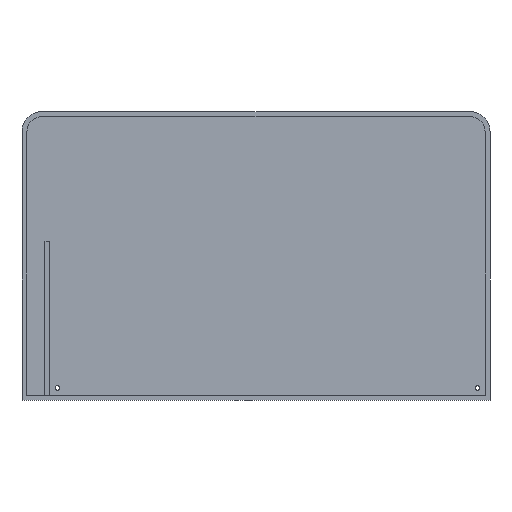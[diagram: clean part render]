
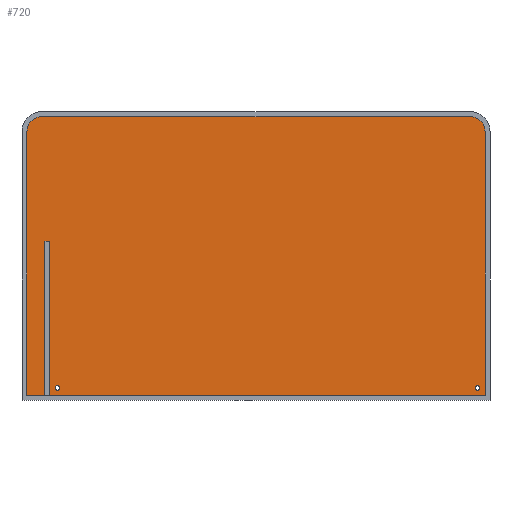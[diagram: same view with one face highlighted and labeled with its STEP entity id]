
A CAD part, left-side view. The second image highlights one B-rep face of the part: STEP entity #720.
In plain terms, the highlighted planar face has unit normal (-1, 0, 0).
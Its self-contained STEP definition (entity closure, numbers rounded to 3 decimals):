
#20 = ORIENTED_EDGE ( 'NONE', *, *, #535, .F. ) ;
#29 = ORIENTED_EDGE ( 'NONE', *, *, #506, .T. ) ;
#38 = VERTEX_POINT ( 'NONE', #194 ) ;
#50 = CIRCLE ( 'NONE', #76, 2.25 ) ;
#70 = VECTOR ( 'NONE', #151, 1000. ) ;
#76 = AXIS2_PLACEMENT_3D ( 'NONE', #484, #555, #897 ) ;
#79 = DIRECTION ( 'NONE',  ( 0., 0., -1. ) ) ;
#89 = AXIS2_PLACEMENT_3D ( 'NONE', #705, #772, #584 ) ;
#91 = PLANE ( 'NONE',  #89 ) ;
#93 = VERTEX_POINT ( 'NONE', #405 ) ;
#107 = EDGE_CURVE ( 'NONE', #267, #141, #633, .T. ) ;
#114 = CARTESIAN_POINT ( 'NONE',  ( 0., -230., 127.5 ) ) ;
#122 = FACE_BOUND ( 'NONE', #718, .T. ) ;
#124 = DIRECTION ( 'NONE',  ( 0., 0., -1. ) ) ;
#141 = VERTEX_POINT ( 'NONE', #277 ) ;
#143 = CARTESIAN_POINT ( 'NONE',  ( 0., 199.5, -130. ) ) ;
#149 = DIRECTION ( 'NONE',  ( 0., 0., -1. ) ) ;
#151 = DIRECTION ( 'NONE',  ( 0., 0., -1. ) ) ;
#152 = AXIS2_PLACEMENT_3D ( 'NONE', #143, #290, #219 ) ;
#164 = CARTESIAN_POINT ( 'NONE',  ( 0., 230., 142.5 ) ) ;
#170 = ORIENTED_EDGE ( 'NONE', *, *, #388, .T. ) ;
#174 = ORIENTED_EDGE ( 'NONE', *, *, #575, .F. ) ;
#194 = CARTESIAN_POINT ( 'NONE',  ( 0., -222.5, -127.75 ) ) ;
#200 = ORIENTED_EDGE ( 'NONE', *, *, #481, .T. ) ;
#219 = DIRECTION ( 'NONE',  ( 0., 0., -1. ) ) ;
#220 = VECTOR ( 'NONE', #644, 1000. ) ;
#229 = CARTESIAN_POINT ( 'NONE',  ( 0., 230., 127.5 ) ) ;
#248 = LINE ( 'NONE', #515, #673 ) ;
#252 = ORIENTED_EDGE ( 'NONE', *, *, #455, .T. ) ;
#260 = EDGE_CURVE ( 'NONE', #840, #38, #50, .T. ) ;
#261 = CARTESIAN_POINT ( 'NONE',  ( 0., 212., 0. ) ) ;
#267 = VERTEX_POINT ( 'NONE', #559 ) ;
#273 = CARTESIAN_POINT ( 'NONE',  ( 0., 199.5, -130. ) ) ;
#277 = CARTESIAN_POINT ( 'NONE',  ( 0., 199.5, -132.25 ) ) ;
#286 = CIRCLE ( 'NONE', #152, 2.25 ) ;
#288 = AXIS2_PLACEMENT_3D ( 'NONE', #568, #293, #149 ) ;
#290 = DIRECTION ( 'NONE',  ( 1., 0., 0. ) ) ;
#292 = LINE ( 'NONE', #261, #320 ) ;
#293 = DIRECTION ( 'NONE',  ( 1., 0., 0. ) ) ;
#302 = DIRECTION ( 'NONE',  ( -1., 0., 0. ) ) ;
#316 = CARTESIAN_POINT ( 'NONE',  ( 0., 230., -137.5 ) ) ;
#320 = VECTOR ( 'NONE', #533, 1000. ) ;
#325 = VECTOR ( 'NONE', #647, 1000. ) ;
#326 = EDGE_CURVE ( 'NONE', #93, #777, #401, .T. ) ;
#333 = VECTOR ( 'NONE', #640, 1000. ) ;
#336 = LINE ( 'NONE', #164, #325 ) ;
#347 = DIRECTION ( 'NONE',  ( 0., 1., 0. ) ) ;
#358 = CARTESIAN_POINT ( 'NONE',  ( 0., 207., 0. ) ) ;
#388 = EDGE_CURVE ( 'NONE', #141, #267, #286, .T. ) ;
#397 = ORIENTED_EDGE ( 'NONE', *, *, #326, .F. ) ;
#401 = LINE ( 'NONE', #480, #496 ) ;
#403 = EDGE_CURVE ( 'NONE', #583, #430, #440, .T. ) ;
#404 = ORIENTED_EDGE ( 'NONE', *, *, #707, .F. ) ;
#405 = CARTESIAN_POINT ( 'NONE',  ( 0., 212., -137.5 ) ) ;
#410 = VERTEX_POINT ( 'NONE', #229 ) ;
#429 = AXIS2_PLACEMENT_3D ( 'NONE', #709, #302, #79 ) ;
#430 = VERTEX_POINT ( 'NONE', #831 ) ;
#436 = DIRECTION ( 'NONE',  ( 0., 0., -1. ) ) ;
#440 = LINE ( 'NONE', #358, #70 ) ;
#441 = ORIENTED_EDGE ( 'NONE', *, *, #467, .F. ) ;
#455 = EDGE_CURVE ( 'NONE', #38, #840, #626, .T. ) ;
#462 = LINE ( 'NONE', #714, #220 ) ;
#467 = EDGE_CURVE ( 'NONE', #777, #410, #336, .T. ) ;
#480 = CARTESIAN_POINT ( 'NONE',  ( 0., 230., -137.5 ) ) ;
#481 = EDGE_CURVE ( 'NONE', #556, #410, #511, .T. ) ;
#484 = CARTESIAN_POINT ( 'NONE',  ( 0., -222.5, -130. ) ) ;
#496 = VECTOR ( 'NONE', #347, 1000. ) ;
#499 = CARTESIAN_POINT ( 'NONE',  ( 0., -215., 142.5 ) ) ;
#503 = DIRECTION ( 'NONE',  ( 0., 1., 0. ) ) ;
#506 = EDGE_CURVE ( 'NONE', #860, #639, #778, .T. ) ;
#511 = CIRCLE ( 'NONE', #573, 15. ) ;
#514 = CARTESIAN_POINT ( 'NONE',  ( 0., 207., 17.5 ) ) ;
#515 = CARTESIAN_POINT ( 'NONE',  ( 0., 230., -137.5 ) ) ;
#516 = ORIENTED_EDGE ( 'NONE', *, *, #403, .T. ) ;
#533 = DIRECTION ( 'NONE',  ( 0., 0., 1. ) ) ;
#535 = EDGE_CURVE ( 'NONE', #860, #742, #462, .T. ) ;
#555 = DIRECTION ( 'NONE',  ( 1., 0., 0. ) ) ;
#556 = VERTEX_POINT ( 'NONE', #571 ) ;
#557 = ORIENTED_EDGE ( 'NONE', *, *, #845, .T. ) ;
#559 = CARTESIAN_POINT ( 'NONE',  ( 0., 199.5, -127.75 ) ) ;
#564 = ORIENTED_EDGE ( 'NONE', *, *, #107, .T. ) ;
#568 = CARTESIAN_POINT ( 'NONE',  ( 0., -222.5, -130. ) ) ;
#571 = CARTESIAN_POINT ( 'NONE',  ( 0., 215., 142.5 ) ) ;
#573 = AXIS2_PLACEMENT_3D ( 'NONE', #701, #839, #436 ) ;
#575 = EDGE_CURVE ( 'NONE', #583, #672, #880, .T. ) ;
#583 = VERTEX_POINT ( 'NONE', #514 ) ;
#584 = DIRECTION ( 'NONE',  ( 0., 0., -1. ) ) ;
#587 = FACE_BOUND ( 'NONE', #805, .T. ) ;
#619 = FACE_OUTER_BOUND ( 'NONE', #753, .T. ) ;
#626 = CIRCLE ( 'NONE', #288, 2.25 ) ;
#633 = CIRCLE ( 'NONE', #712, 2.25 ) ;
#639 = VERTEX_POINT ( 'NONE', #499 ) ;
#640 = DIRECTION ( 'NONE',  ( 0., 1., 0. ) ) ;
#644 = DIRECTION ( 'NONE',  ( 0., 0., -1. ) ) ;
#645 = LINE ( 'NONE', #790, #682 ) ;
#647 = DIRECTION ( 'NONE',  ( 0., 0., 1. ) ) ;
#672 = VERTEX_POINT ( 'NONE', #877 ) ;
#673 = VECTOR ( 'NONE', #503, 1000. ) ;
#680 = ORIENTED_EDGE ( 'NONE', *, *, #825, .F. ) ;
#682 = VECTOR ( 'NONE', #797, 1000. ) ;
#701 = CARTESIAN_POINT ( 'NONE',  ( 0., 215., 127.5 ) ) ;
#705 = CARTESIAN_POINT ( 'NONE',  ( 0., 0., 0. ) ) ;
#707 = EDGE_CURVE ( 'NONE', #742, #430, #248, .T. ) ;
#708 = CARTESIAN_POINT ( 'NONE',  ( 0., 0., 17.5 ) ) ;
#709 = CARTESIAN_POINT ( 'NONE',  ( 0., -215., 127.5 ) ) ;
#712 = AXIS2_PLACEMENT_3D ( 'NONE', #273, #891, #124 ) ;
#714 = CARTESIAN_POINT ( 'NONE',  ( 0., -230., 142.5 ) ) ;
#718 = EDGE_LOOP ( 'NONE', ( #170, #564 ) ) ;
#720 = ADVANCED_FACE ( 'NONE', ( #122, #587, #619 ), #91, .F. ) ;
#742 = VERTEX_POINT ( 'NONE', #855 ) ;
#753 = EDGE_LOOP ( 'NONE', ( #441, #397, #557, #174, #516, #404, #20, #29, #680, #200 ) ) ;
#772 = DIRECTION ( 'NONE',  ( 1., 0., 0. ) ) ;
#777 = VERTEX_POINT ( 'NONE', #316 ) ;
#778 = CIRCLE ( 'NONE', #429, 15. ) ;
#790 = CARTESIAN_POINT ( 'NONE',  ( 0., 230., 142.5 ) ) ;
#797 = DIRECTION ( 'NONE',  ( 0., -1., 0. ) ) ;
#805 = EDGE_LOOP ( 'NONE', ( #842, #252 ) ) ;
#825 = EDGE_CURVE ( 'NONE', #556, #639, #645, .T. ) ;
#831 = CARTESIAN_POINT ( 'NONE',  ( 0., 207., -137.5 ) ) ;
#839 = DIRECTION ( 'NONE',  ( -1., 0., 0. ) ) ;
#840 = VERTEX_POINT ( 'NONE', #870 ) ;
#842 = ORIENTED_EDGE ( 'NONE', *, *, #260, .T. ) ;
#845 = EDGE_CURVE ( 'NONE', #93, #672, #292, .T. ) ;
#855 = CARTESIAN_POINT ( 'NONE',  ( 0., -230., -137.5 ) ) ;
#860 = VERTEX_POINT ( 'NONE', #114 ) ;
#870 = CARTESIAN_POINT ( 'NONE',  ( 0., -222.5, -132.25 ) ) ;
#877 = CARTESIAN_POINT ( 'NONE',  ( 0., 212., 17.5 ) ) ;
#880 = LINE ( 'NONE', #708, #333 ) ;
#891 = DIRECTION ( 'NONE',  ( 1., 0., 0. ) ) ;
#897 = DIRECTION ( 'NONE',  ( 0., 0., -1. ) ) ;
